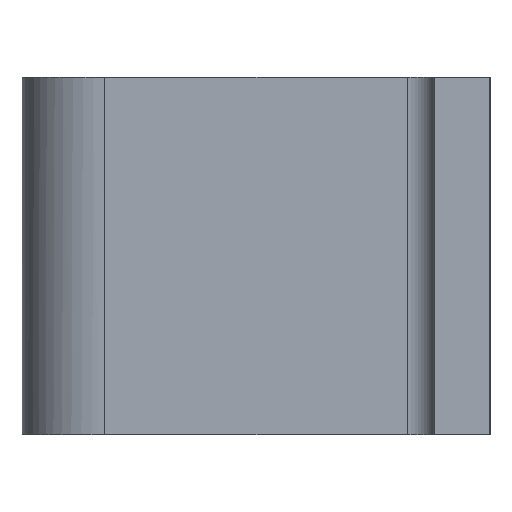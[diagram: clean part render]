
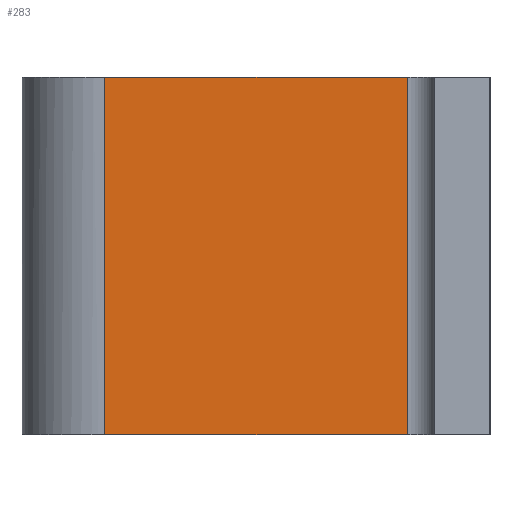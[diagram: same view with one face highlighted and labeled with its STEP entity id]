
A CAD part, left-side view. The second image highlights one B-rep face of the part: STEP entity #283.
In plain terms, the highlighted planar face has unit normal (-1, 0, 0).
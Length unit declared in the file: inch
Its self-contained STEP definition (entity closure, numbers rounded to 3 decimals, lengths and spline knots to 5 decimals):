
#167=EDGE_CURVE('',#348,#406,#407,.T.);
#169=EDGE_CURVE('',#348,#409,#410,.T.);
#283=ADVANCED_FACE('',(#563),#564,.T.);
#287=EDGE_CURVE('',#406,#483,#570,.T.);
#299=EDGE_CURVE('',#483,#409,#583,.T.);
#348=VERTEX_POINT('',#647);
#406=VERTEX_POINT('',#770);
#407=LINE('',#771,#772);
#409=VERTEX_POINT('',#775);
#410=LINE('',#776,#777);
#483=VERTEX_POINT('',#925);
#563=FACE_OUTER_BOUND('',#1106,.T.);
#564=PLANE('',#1107);
#570=LINE('',#1114,#1115);
#583=LINE('',#1146,#1147);
#647=CARTESIAN_POINT('',(1.62487,1.74986,0.0));
#770=CARTESIAN_POINT('',(1.62487,0.37499,0.0));
#771=CARTESIAN_POINT('',(1.62487,1.74986,0.0));
#772=VECTOR('',#1238,1.0);
#775=CARTESIAN_POINT('',(1.62487,1.74986,1.625));
#776=CARTESIAN_POINT('',(1.62487,1.74986,0.0));
#777=VECTOR('',#1239,1.0);
#925=CARTESIAN_POINT('',(1.62487,0.37499,1.625));
#1106=EDGE_LOOP('',(#1429,#1430,#1431,#1432));
#1107=AXIS2_PLACEMENT_3D('',#1433,#1434,#1435);
#1114=CARTESIAN_POINT('',(1.62487,0.37499,0.0));
#1115=VECTOR('',#1448,1.0);
#1146=CARTESIAN_POINT('',(1.62487,1.74986,1.625));
#1147=VECTOR('',#1457,1.0);
#1238=DIRECTION('',(0.0,-1.0,0.0));
#1239=DIRECTION('',(0.0,0.0,1.0));
#1429=ORIENTED_EDGE('',*,*,#299,.T.);
#1430=ORIENTED_EDGE('',*,*,#169,.F.);
#1431=ORIENTED_EDGE('',*,*,#167,.T.);
#1432=ORIENTED_EDGE('',*,*,#287,.T.);
#1433=CARTESIAN_POINT('',(1.62487,1.06242,0.0));
#1434=DIRECTION('',(-1.0,0.0,0.0));
#1435=DIRECTION('',(0.0,-1.0,0.0));
#1448=DIRECTION('',(0.0,0.0,1.0));
#1457=DIRECTION('',(0.0,1.0,0.0));
